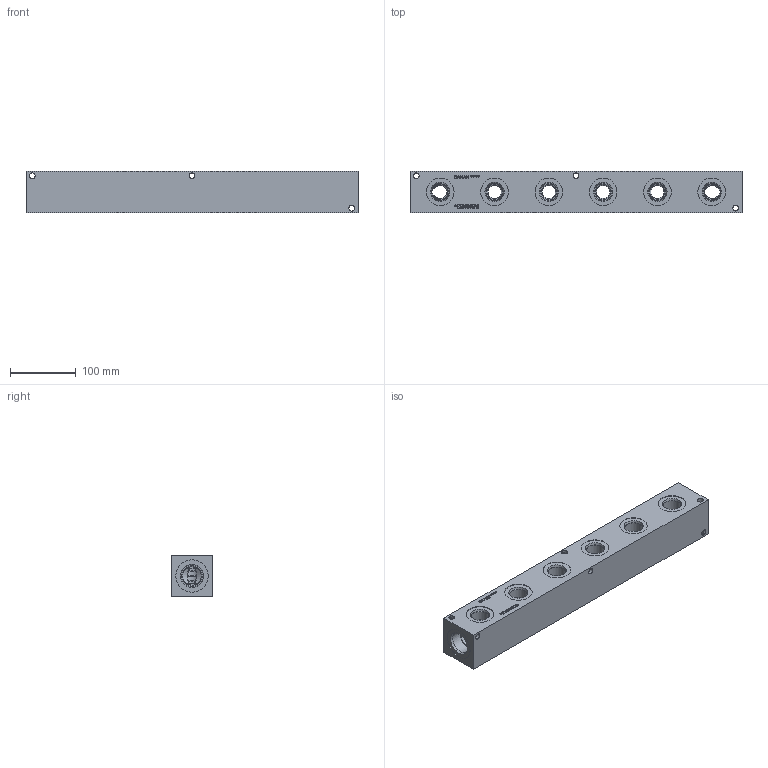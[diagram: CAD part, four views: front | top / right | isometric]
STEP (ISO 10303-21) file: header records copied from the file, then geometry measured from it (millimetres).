
FILE_DESCRIPTION(/* description */ (''),/* implementation_level */ '2;1');
FILE_NAME(/* name */ '_H1800612S.stp',/* time_stamp */ '2022-06-14T11:49:28-04:00',/* author */ ('bobbyh'),/* organization */ (''),/* preprocessor_version */ 'ST-DEVELOPER v18',/* originating_system */ 'Autodesk Inventor 2020',/* authorisation */ '');
FILE_SCHEMA (('AUTOMOTIVE_DESIGN { 1 0 10303 214 3 1 1 }'));
Length unit declared in the file: millimetre
Products named in the file (1): Part_+H1800612S_3D
Bounding box: 504.82 x 63.5 x 63.5 mm (x, y, z)
Volume: 1748731.5 mm3; surface area: 176121.6 mm2
Topology: 1 solids, 1 shells, 494 faces, 1359 edges, 909 vertices
Faces by surface type: plane 248, bspline 99, cylinder 83, cone 64
Full cylindrical faces by diameter (mm): 8.738 x12, 23.012 x8, 24.917 x8, 26.99 x1, 27 x11, 27.432 x12, 28.575 x2, 31.267 x2, 33.34 x1, 33.35 x1, 33.757 x2, 35.509 x1, 42.037 x12, 49.124 x2
Entity records: 16872 total; most frequent: CARTESIAN_POINT 4375, ORIENTED_EDGE 2716, DIRECTION 2189, EDGE_CURVE 1358, VERTEX_POINT 909, LINE 795, VECTOR 795, AXIS2_PLACEMENT_3D 697
